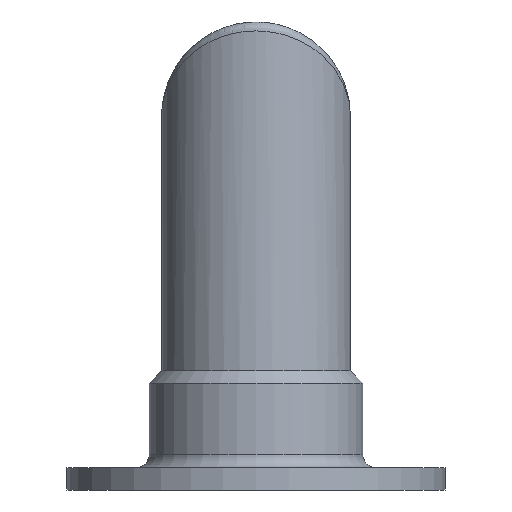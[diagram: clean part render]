
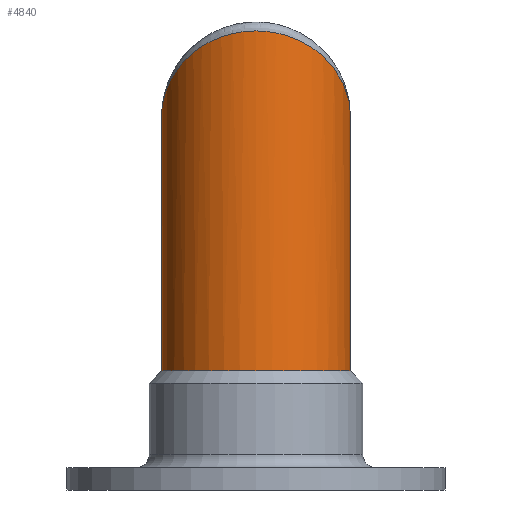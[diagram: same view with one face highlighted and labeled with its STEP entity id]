
A CAD part, front view. The second image highlights one B-rep face of the part: STEP entity #4840.
In plain terms, the highlighted cylindrical face has radius 21.2 mm (diameter 42.4 mm), a full revolution.
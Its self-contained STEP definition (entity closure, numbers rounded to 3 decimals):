
#118 = CIRCLE ( 'NONE', #13878, 21.2 ) ;
#417 = ORIENTED_EDGE ( 'NONE', *, *, #4558, .T. ) ;
#1310 = VERTEX_POINT ( 'NONE', #16373 ) ;
#1781 =( BOUNDED_CURVE ( )  B_SPLINE_CURVE ( 3, ( #3619, #3517, #14909, #10019 ),
 .UNSPECIFIED., .F., .F. ) 
 B_SPLINE_CURVE_WITH_KNOTS ( ( 4, 4 ),
 ( 1.571, 4.712 ),
 .UNSPECIFIED. ) 
 CURVE ( )  GEOMETRIC_REPRESENTATION_ITEM ( )  RATIONAL_B_SPLINE_CURVE ( ( 1., 0.333, 0.333, 1. ) ) 
 REPRESENTATION_ITEM ( '' )  );
#1923 = ORIENTED_EDGE ( 'NONE', *, *, #7393, .T. ) ;
#2223 = CARTESIAN_POINT ( 'NONE',  ( 21.2, -42.4, 122.4 ) ) ;
#2693 = FACE_OUTER_BOUND ( 'NONE', #6605, .T. ) ;
#2865 = CARTESIAN_POINT ( 'NONE',  ( 0., -21.2, 26.8 ) ) ;
#3517 = CARTESIAN_POINT ( 'NONE',  ( -21.2, 42.4, 37.6 ) ) ;
#3619 = CARTESIAN_POINT ( 'NONE',  ( -21.2, 0., 84. ) ) ;
#4558 = EDGE_CURVE ( 'NONE', #6159, #6159, #118, .T. ) ;
#4836 = CARTESIAN_POINT ( 'NONE',  ( 21.2, 0., 84. ) ) ;
#4840 = ADVANCED_FACE ( 'NONE', ( #2693, #15018 ), #15217, .T. ) ;
#5259 = ORIENTED_EDGE ( 'NONE', *, *, #12349, .T. ) ;
#6073 = CARTESIAN_POINT ( 'NONE',  ( -21.2, -42.4, 122.4 ) ) ;
#6159 = VERTEX_POINT ( 'NONE', #2865 ) ;
#6396 = CARTESIAN_POINT ( 'NONE',  ( 21.2, 0., 84. ) ) ;
#6605 = EDGE_LOOP ( 'NONE', ( #417 ) ) ;
#7378 = CARTESIAN_POINT ( 'NONE',  ( -21.2, 0., 84. ) ) ;
#7393 = EDGE_CURVE ( 'NONE', #9636, #1310, #10325, .T. ) ;
#7517 = CARTESIAN_POINT ( 'NONE',  ( 0., 0., 24. ) ) ;
#8611 = DIRECTION ( 'NONE',  ( 0., 0., 1. ) ) ;
#8661 = DIRECTION ( 'NONE',  ( 0., -1., 0. ) ) ;
#9636 = VERTEX_POINT ( 'NONE', #6396 ) ;
#10019 = CARTESIAN_POINT ( 'NONE',  ( 21.2, 0., 84. ) ) ;
#10325 =( BOUNDED_CURVE ( )  B_SPLINE_CURVE ( 3, ( #4836, #2223, #6073, #7378 ),
 .UNSPECIFIED., .F., .F. ) 
 B_SPLINE_CURVE_WITH_KNOTS ( ( 4, 4 ),
 ( 4.712, 7.854 ),
 .UNSPECIFIED. ) 
 CURVE ( )  GEOMETRIC_REPRESENTATION_ITEM ( )  RATIONAL_B_SPLINE_CURVE ( ( 1., 0.333, 0.333, 1. ) ) 
 REPRESENTATION_ITEM ( '' )  );
#12349 = EDGE_CURVE ( 'NONE', #1310, #9636, #1781, .T. ) ;
#13878 = AXIS2_PLACEMENT_3D ( 'NONE', #14251, #15760, #15650 ) ;
#14251 = CARTESIAN_POINT ( 'NONE',  ( 0., 0., 26.8 ) ) ;
#14731 = EDGE_LOOP ( 'NONE', ( #1923, #5259 ) ) ;
#14909 = CARTESIAN_POINT ( 'NONE',  ( 21.2, 42.4, 37.6 ) ) ;
#15018 = FACE_OUTER_BOUND ( 'NONE', #14731, .T. ) ;
#15217 = CYLINDRICAL_SURFACE ( 'NONE', #15787, 21.2 ) ;
#15650 = DIRECTION ( 'NONE',  ( 0., -1., 0. ) ) ;
#15760 = DIRECTION ( 'NONE',  ( 0., 0., 1. ) ) ;
#15787 = AXIS2_PLACEMENT_3D ( 'NONE', #7517, #8611, #8661 ) ;
#16373 = CARTESIAN_POINT ( 'NONE',  ( -21.2, 0., 84. ) ) ;
